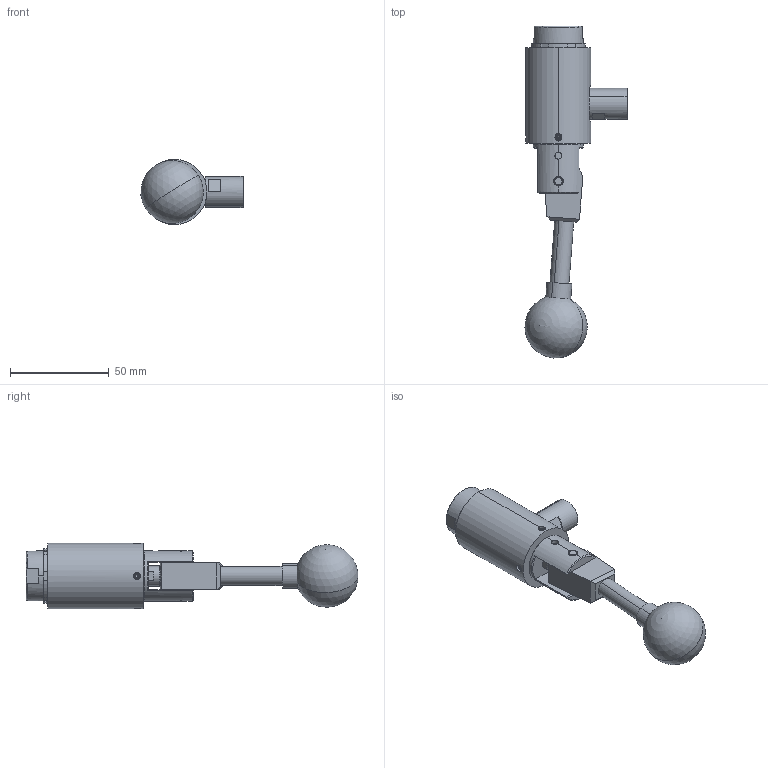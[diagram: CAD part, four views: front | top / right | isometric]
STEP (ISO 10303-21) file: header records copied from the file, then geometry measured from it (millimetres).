
FILE_DESCRIPTION (( 'STEP AP214' ), '1' );
FILE_NAME ('CTSC-003986.STEP', '2025-05-05T18:38:37', ( '' ), ( '' ), 'SwSTEP 2.0', 'SolidWorks 2023', '' );
FILE_SCHEMA (( 'AUTOMOTIVE_DESIGN' ));
Length unit declared in the file: inch
Products named in the file (1): CTSC-003986
Bounding box: 51.76 x 168.35 x 33.02 mm (x, y, z)
Volume: 73947.5 mm3; surface area: 29545.4 mm2
Topology: 14 solids, 15 shells, 533 faces, 1299 edges, 789 vertices
Faces by surface type: cylinder 218, plane 173, cone 121, bspline 15, torus 4, sphere 2
Entity records: 32146 total; most frequent: CARTESIAN_POINT 13581, ORIENTED_EDGE 2536, DIRECTION 2284, EDGE_CURVE 1268, AXIS2_PLACEMENT_3D 872, VERTEX_POINT 786, EDGE_LOOP 588, VECTOR 540
